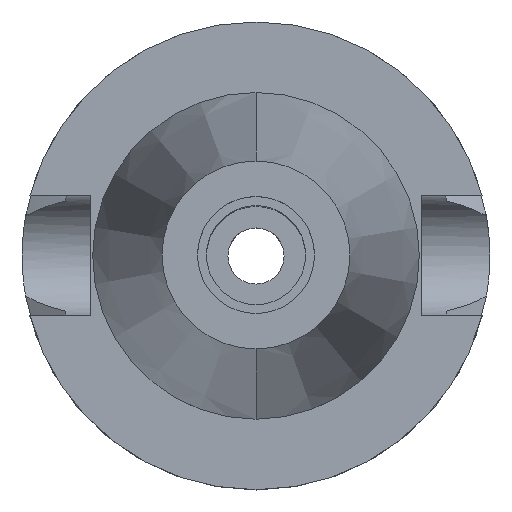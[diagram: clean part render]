
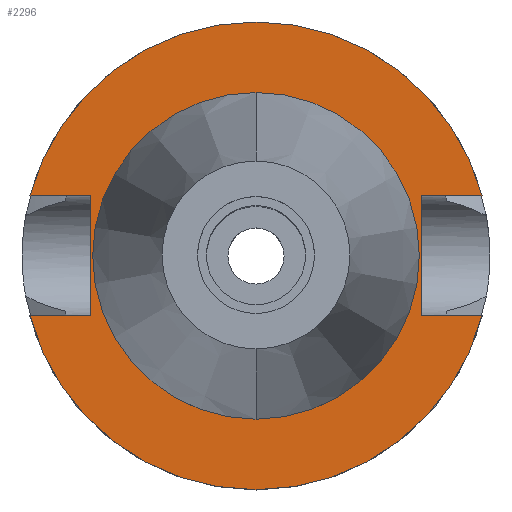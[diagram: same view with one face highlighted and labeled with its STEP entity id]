
A CAD part, top view. The second image highlights one B-rep face of the part: STEP entity #2296.
In plain terms, the highlighted planar face has unit normal (0, 0, 1).
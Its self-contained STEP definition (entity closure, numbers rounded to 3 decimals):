
#888=DIRECTION('',(1.,0.,0.));
#889=VECTOR('',#888,12.921);
#890=CARTESIAN_POINT('',(35.4,12.85,-3.));
#891=LINE('',#890,#889);
#935=DIRECTION('',(0.,1.,0.));
#936=VECTOR('',#935,25.7);
#937=CARTESIAN_POINT('',(-35.4,-12.85,-3.));
#938=LINE('',#937,#936);
#942=DIRECTION('',(-1.,0.,0.));
#943=VECTOR('',#942,12.921);
#944=CARTESIAN_POINT('',(-35.4,12.85,-3.));
#945=LINE('',#944,#943);
#949=CARTESIAN_POINT('',(0.,0.,-3.));
#950=DIRECTION('',(0.,0.,-1.));
#951=DIRECTION('',(-0.966,0.257,0.));
#952=AXIS2_PLACEMENT_3D('',#949,#950,#951);
#957=CARTESIAN_POINT('',(0.,0.,-3.));
#958=DIRECTION('',(0.,0.,-1.));
#959=DIRECTION('',(0.,1.,0.));
#960=AXIS2_PLACEMENT_3D('',#957,#958,#959);
#965=DIRECTION('',(0.,-1.,0.));
#966=VECTOR('',#965,25.7);
#967=CARTESIAN_POINT('',(35.4,12.85,-3.));
#968=LINE('',#967,#966);
#972=DIRECTION('',(1.,0.,0.));
#973=VECTOR('',#972,12.921);
#974=CARTESIAN_POINT('',(35.4,-12.85,-3.));
#975=LINE('',#974,#973);
#979=CARTESIAN_POINT('',(0.,0.,-3.));
#980=DIRECTION('',(0.,0.,-1.));
#981=DIRECTION('',(0.966,-0.257,0.));
#982=AXIS2_PLACEMENT_3D('',#979,#980,#981);
#987=CARTESIAN_POINT('',(0.,0.,-3.));
#988=DIRECTION('',(0.,0.,-1.));
#989=DIRECTION('',(0.,-1.,0.));
#990=AXIS2_PLACEMENT_3D('',#987,#988,#989);
#995=CARTESIAN_POINT('',(0.,0.,-3.));
#996=DIRECTION('',(0.,0.,1.));
#997=DIRECTION('',(0.,-1.,0.));
#998=AXIS2_PLACEMENT_3D('',#995,#996,#997);
#1003=CARTESIAN_POINT('',(0.,0.,-3.));
#1004=DIRECTION('',(0.,0.,1.));
#1005=DIRECTION('',(0.,1.,0.));
#1006=AXIS2_PLACEMENT_3D('',#1003,#1004,#1005);
#1041=DIRECTION('',(-1.,0.,0.));
#1042=VECTOR('',#1041,12.921);
#1043=CARTESIAN_POINT('',(-35.4,-12.85,-3.));
#1044=LINE('',#1043,#1042);
#1431=CARTESIAN_POINT('',(-35.4,-12.85,-3.));
#1432=VERTEX_POINT('',#1431);
#1433=CARTESIAN_POINT('',(-48.321,-12.85,-3.));
#1434=VERTEX_POINT('',#1433);
#1437=CARTESIAN_POINT('',(-35.4,12.85,-3.));
#1438=VERTEX_POINT('',#1437);
#1439=CARTESIAN_POINT('',(-48.321,12.85,-3.));
#1440=VERTEX_POINT('',#1439);
#1441=CARTESIAN_POINT('',(0.,50.,-3.));
#1442=CARTESIAN_POINT('',(48.321,12.85,-3.));
#1443=VERTEX_POINT('',#1441);
#1444=VERTEX_POINT('',#1442);
#1445=CARTESIAN_POINT('',(35.4,12.85,-3.));
#1446=VERTEX_POINT('',#1445);
#1447=CARTESIAN_POINT('',(35.4,-12.85,-3.));
#1448=VERTEX_POINT('',#1447);
#1449=CARTESIAN_POINT('',(48.321,-12.85,-3.));
#1450=VERTEX_POINT('',#1449);
#1451=CARTESIAN_POINT('',(0.,-50.,-3.));
#1452=VERTEX_POINT('',#1451);
#1453=CARTESIAN_POINT('',(0.,-34.925,-3.));
#1454=CARTESIAN_POINT('',(0.,34.925,-3.));
#1455=VERTEX_POINT('',#1453);
#1456=VERTEX_POINT('',#1454);
#2265=CARTESIAN_POINT('',(0.,0.,-3.));
#2266=DIRECTION('',(0.,0.,-1.));
#2267=DIRECTION('',(0.,-1.,0.));
#2268=AXIS2_PLACEMENT_3D('',#2265,#2266,#2267);
#2269=PLANE('',#2268);
#2271=ORIENTED_EDGE('',*,*,#2270,.T.);
#2273=ORIENTED_EDGE('',*,*,#2272,.T.);
#2275=ORIENTED_EDGE('',*,*,#2274,.T.);
#2277=ORIENTED_EDGE('',*,*,#2276,.T.);
#2278=ORIENTED_EDGE('',*,*,#2241,.F.);
#2279=ORIENTED_EDGE('',*,*,#2255,.T.);
#2281=ORIENTED_EDGE('',*,*,#2280,.T.);
#2283=ORIENTED_EDGE('',*,*,#2282,.T.);
#2285=ORIENTED_EDGE('',*,*,#2284,.T.);
#2287=ORIENTED_EDGE('',*,*,#2286,.F.);
#2288=EDGE_LOOP('',(#2271,#2273,#2275,#2277,#2278,#2279,#2281,#2283,#2285,
#2287));
#2289=FACE_OUTER_BOUND('',#2288,.F.);
#2291=ORIENTED_EDGE('',*,*,#2290,.T.);
#2293=ORIENTED_EDGE('',*,*,#2292,.T.);
#2294=EDGE_LOOP('',(#2291,#2293));
#2295=FACE_BOUND('',#2294,.F.);
#953=CIRCLE('',#952,50.);
#961=CIRCLE('',#960,50.);
#983=CIRCLE('',#982,50.);
#991=CIRCLE('',#990,50.);
#999=CIRCLE('',#998,34.925);
#1007=CIRCLE('',#1006,34.925);
#2241=EDGE_CURVE('',#1446,#1444,#891,.T.);
#2255=EDGE_CURVE('',#1446,#1448,#968,.T.);
#2270=EDGE_CURVE('',#1432,#1438,#938,.T.);
#2272=EDGE_CURVE('',#1438,#1440,#945,.T.);
#2274=EDGE_CURVE('',#1440,#1443,#953,.T.);
#2276=EDGE_CURVE('',#1443,#1444,#961,.T.);
#2280=EDGE_CURVE('',#1448,#1450,#975,.T.);
#2282=EDGE_CURVE('',#1450,#1452,#983,.T.);
#2284=EDGE_CURVE('',#1452,#1434,#991,.T.);
#2286=EDGE_CURVE('',#1432,#1434,#1044,.T.);
#2290=EDGE_CURVE('',#1455,#1456,#999,.T.);
#2292=EDGE_CURVE('',#1456,#1455,#1007,.T.);
#2296=ADVANCED_FACE('',(#2289,#2295),#2269,.F.);
